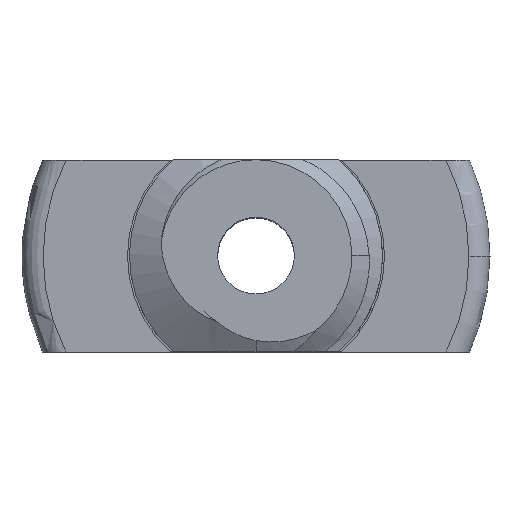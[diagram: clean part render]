
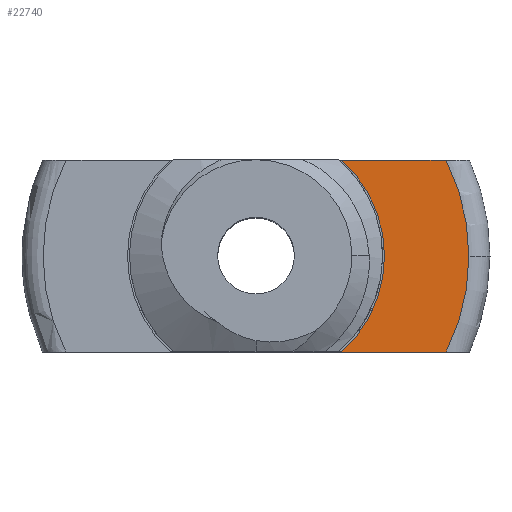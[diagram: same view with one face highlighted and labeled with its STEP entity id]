
A CAD part, top view. The second image highlights one B-rep face of the part: STEP entity #22740.
In plain terms, the highlighted planar face has unit normal (0, 0, 1).
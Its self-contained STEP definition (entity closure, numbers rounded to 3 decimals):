
#5635 = PLANE('',#5636);
#5636 = AXIS2_PLACEMENT_3D('',#5637,#5638,#5639);
#5637 = CARTESIAN_POINT('',(-12.5,-2.5,200.));
#5638 = DIRECTION('',(0.,1.,0.));
#5639 = DIRECTION('',(-1.,0.,0.));
#6424 = PLANE('',#6425);
#6425 = AXIS2_PLACEMENT_3D('',#6426,#6427,#6428);
#6426 = CARTESIAN_POINT('',(-12.5,2.5,200.));
#6427 = DIRECTION('',(0.,-1.,0.));
#6428 = DIRECTION('',(1.,0.,0.));
#8690 = VERTEX_POINT('',#8691);
#8691 = CARTESIAN_POINT('',(4.955,-2.5,0.));
#8743 = TOROIDAL_SURFACE('',#8744,5.55,0.55);
#8744 = AXIS2_PLACEMENT_3D('',#8745,#8746,#8747);
#8745 = CARTESIAN_POINT('',(0.,0.,-0.55)
  );
#8746 = DIRECTION('',(0.,0.,1.));
#8747 = DIRECTION('',(1.,0.,0.));
#8774 = EDGE_CURVE('',#8775,#8690,#8777,.T.);
#8775 = VERTEX_POINT('',#8776);
#8776 = CARTESIAN_POINT('',(2.23,-2.5,0.));
#8777 = SURFACE_CURVE('',#8778,(#8782,#8789),.PCURVE_S1.);
#8778 = LINE('',#8779,#8780);
#8779 = CARTESIAN_POINT('',(-6.25,-2.5,0.));
#8780 = VECTOR('',#8781,1.);
#8781 = DIRECTION('',(1.,0.,0.));
#8782 = PCURVE('',#5635,#8783);
#8783 = DEFINITIONAL_REPRESENTATION('',(#8784),#8788);
#8784 = LINE('',#8785,#8786);
#8785 = CARTESIAN_POINT('',(-6.25,-200.));
#8786 = VECTOR('',#8787,1.);
#8787 = DIRECTION('',(-1.,0.));
#8788 = ( GEOMETRIC_REPRESENTATION_CONTEXT(2) 
PARAMETRIC_REPRESENTATION_CONTEXT() REPRESENTATION_CONTEXT('2D SPACE',''
  ) );
#8789 = PCURVE('',#8790,#8795);
#8790 = PLANE('',#8791);
#8791 = AXIS2_PLACEMENT_3D('',#8792,#8793,#8794);
#8792 = CARTESIAN_POINT('',(0.,0.,
    0.));
#8793 = DIRECTION('',(0.,0.,-1.));
#8794 = DIRECTION('',(1.,0.,0.));
#8795 = DEFINITIONAL_REPRESENTATION('',(#8796),#8800);
#8796 = LINE('',#8797,#8798);
#8797 = CARTESIAN_POINT('',(-6.25,2.5));
#8798 = VECTOR('',#8799,1.);
#8799 = DIRECTION('',(1.,0.));
#8800 = ( GEOMETRIC_REPRESENTATION_CONTEXT(2) 
PARAMETRIC_REPRESENTATION_CONTEXT() REPRESENTATION_CONTEXT('2D SPACE',''
  ) );
#8818 = CYLINDRICAL_SURFACE('',#8819,3.35);
#8819 = AXIS2_PLACEMENT_3D('',#8820,#8821,#8822);
#8820 = CARTESIAN_POINT('',(0.,0.,
    1.725));
#8821 = DIRECTION('',(0.,0.,-1.));
#8822 = DIRECTION('',(1.,0.,0.));
#20204 = TOROIDAL_SURFACE('',#20205,5.55,0.55);
#20205 = AXIS2_PLACEMENT_3D('',#20206,#20207,#20208);
#20206 = CARTESIAN_POINT('',(0.,0.,-0.55
    ));
#20207 = DIRECTION('',(0.,0.,1.));
#20208 = DIRECTION('',(1.,0.,0.));
#21745 = VERTEX_POINT('',#21746);
#21746 = CARTESIAN_POINT('',(4.955,2.5,0.));
#21824 = EDGE_CURVE('',#21825,#21745,#21827,.T.);
#21825 = VERTEX_POINT('',#21826);
#21826 = CARTESIAN_POINT('',(2.23,2.5,0.));
#21827 = SURFACE_CURVE('',#21828,(#21832,#21839),.PCURVE_S1.);
#21828 = LINE('',#21829,#21830);
#21829 = CARTESIAN_POINT('',(-6.25,2.5,0.));
#21830 = VECTOR('',#21831,1.);
#21831 = DIRECTION('',(1.,0.,0.));
#21832 = PCURVE('',#6424,#21833);
#21833 = DEFINITIONAL_REPRESENTATION('',(#21834),#21838);
#21834 = LINE('',#21835,#21836);
#21835 = CARTESIAN_POINT('',(6.25,-200.));
#21836 = VECTOR('',#21837,1.);
#21837 = DIRECTION('',(1.,0.));
#21838 = ( GEOMETRIC_REPRESENTATION_CONTEXT(2) 
PARAMETRIC_REPRESENTATION_CONTEXT() REPRESENTATION_CONTEXT('2D SPACE',''
  ) );
#21839 = PCURVE('',#8790,#21840);
#21840 = DEFINITIONAL_REPRESENTATION('',(#21841),#21845);
#21841 = LINE('',#21842,#21843);
#21842 = CARTESIAN_POINT('',(-6.25,-2.5));
#21843 = VECTOR('',#21844,1.);
#21844 = DIRECTION('',(1.,0.));
#21845 = ( GEOMETRIC_REPRESENTATION_CONTEXT(2) 
PARAMETRIC_REPRESENTATION_CONTEXT() REPRESENTATION_CONTEXT('2D SPACE',''
  ) );
#21861 = CYLINDRICAL_SURFACE('',#21862,3.35);
#21862 = AXIS2_PLACEMENT_3D('',#21863,#21864,#21865);
#21863 = CARTESIAN_POINT('',(0.,0.,
    1.725));
#21864 = DIRECTION('',(0.,0.,-1.));
#21865 = DIRECTION('',(1.,0.,0.));
#22667 = VERTEX_POINT('',#22668);
#22668 = CARTESIAN_POINT('',(3.35,0.,0.
    ));
#22691 = EDGE_CURVE('',#22667,#8775,#22692,.T.);
#22692 = SURFACE_CURVE('',#22693,(#22698,#22705),.PCURVE_S1.);
#22693 = CIRCLE('',#22694,3.35);
#22694 = AXIS2_PLACEMENT_3D('',#22695,#22696,#22697);
#22695 = CARTESIAN_POINT('',(0.,0.,
    0.));
#22696 = DIRECTION('',(0.,0.,-1.));
#22697 = DIRECTION('',(1.,0.,0.));
#22698 = PCURVE('',#8818,#22699);
#22699 = DEFINITIONAL_REPRESENTATION('',(#22700),#22704);
#22700 = LINE('',#22701,#22702);
#22701 = CARTESIAN_POINT('',(0.,1.725));
#22702 = VECTOR('',#22703,1.);
#22703 = DIRECTION('',(1.,0.));
#22704 = ( GEOMETRIC_REPRESENTATION_CONTEXT(2) 
PARAMETRIC_REPRESENTATION_CONTEXT() REPRESENTATION_CONTEXT('2D SPACE',''
  ) );
#22705 = PCURVE('',#8790,#22706);
#22706 = DEFINITIONAL_REPRESENTATION('',(#22707),#22711);
#22707 = CIRCLE('',#22708,3.35);
#22708 = AXIS2_PLACEMENT_2D('',#22709,#22710);
#22709 = CARTESIAN_POINT('',(0.,0.));
#22710 = DIRECTION('',(1.,0.));
#22711 = ( GEOMETRIC_REPRESENTATION_CONTEXT(2) 
PARAMETRIC_REPRESENTATION_CONTEXT() REPRESENTATION_CONTEXT('2D SPACE',''
  ) );
#22740 = ADVANCED_FACE('',(#22741),#8790,.F.);
#22741 = FACE_BOUND('',#22742,.T.);
#22742 = EDGE_LOOP('',(#22743,#22744,#22766,#22767,#22768,#22792));
#22743 = ORIENTED_EDGE('',*,*,#21824,.F.);
#22744 = ORIENTED_EDGE('',*,*,#22745,.T.);
#22745 = EDGE_CURVE('',#21825,#22667,#22746,.T.);
#22746 = SURFACE_CURVE('',#22747,(#22752,#22759),.PCURVE_S1.);
#22747 = CIRCLE('',#22748,3.35);
#22748 = AXIS2_PLACEMENT_3D('',#22749,#22750,#22751);
#22749 = CARTESIAN_POINT('',(0.,0.,
    0.));
#22750 = DIRECTION('',(0.,0.,-1.));
#22751 = DIRECTION('',(1.,0.,0.));
#22752 = PCURVE('',#8790,#22753);
#22753 = DEFINITIONAL_REPRESENTATION('',(#22754),#22758);
#22754 = CIRCLE('',#22755,3.35);
#22755 = AXIS2_PLACEMENT_2D('',#22756,#22757);
#22756 = CARTESIAN_POINT('',(0.,0.));
#22757 = DIRECTION('',(1.,0.));
#22758 = ( GEOMETRIC_REPRESENTATION_CONTEXT(2) 
PARAMETRIC_REPRESENTATION_CONTEXT() REPRESENTATION_CONTEXT('2D SPACE',''
  ) );
#22759 = PCURVE('',#21861,#22760);
#22760 = DEFINITIONAL_REPRESENTATION('',(#22761),#22765);
#22761 = LINE('',#22762,#22763);
#22762 = CARTESIAN_POINT('',(0.,1.725));
#22763 = VECTOR('',#22764,1.);
#22764 = DIRECTION('',(1.,0.));
#22765 = ( GEOMETRIC_REPRESENTATION_CONTEXT(2) 
PARAMETRIC_REPRESENTATION_CONTEXT() REPRESENTATION_CONTEXT('2D SPACE',''
  ) );
#22766 = ORIENTED_EDGE('',*,*,#22691,.T.);
#22767 = ORIENTED_EDGE('',*,*,#8774,.T.);
#22768 = ORIENTED_EDGE('',*,*,#22769,.F.);
#22769 = EDGE_CURVE('',#22770,#8690,#22772,.T.);
#22770 = VERTEX_POINT('',#22771);
#22771 = CARTESIAN_POINT('',(5.55,0.,0.
    ));
#22772 = SURFACE_CURVE('',#22773,(#22778,#22785),.PCURVE_S1.);
#22773 = CIRCLE('',#22774,5.55);
#22774 = AXIS2_PLACEMENT_3D('',#22775,#22776,#22777);
#22775 = CARTESIAN_POINT('',(0.,0.,
    0.));
#22776 = DIRECTION('',(0.,0.,-1.));
#22777 = DIRECTION('',(1.,0.,0.));
#22778 = PCURVE('',#8790,#22779);
#22779 = DEFINITIONAL_REPRESENTATION('',(#22780),#22784);
#22780 = CIRCLE('',#22781,5.55);
#22781 = AXIS2_PLACEMENT_2D('',#22782,#22783);
#22782 = CARTESIAN_POINT('',(0.,0.));
#22783 = DIRECTION('',(1.,0.));
#22784 = ( GEOMETRIC_REPRESENTATION_CONTEXT(2) 
PARAMETRIC_REPRESENTATION_CONTEXT() REPRESENTATION_CONTEXT('2D SPACE',''
  ) );
#22785 = PCURVE('',#8743,#22786);
#22786 = DEFINITIONAL_REPRESENTATION('',(#22787),#22791);
#22787 = LINE('',#22788,#22789);
#22788 = CARTESIAN_POINT('',(-0.,7.854));
#22789 = VECTOR('',#22790,1.);
#22790 = DIRECTION('',(-1.,0.));
#22791 = ( GEOMETRIC_REPRESENTATION_CONTEXT(2) 
PARAMETRIC_REPRESENTATION_CONTEXT() REPRESENTATION_CONTEXT('2D SPACE',''
  ) );
#22792 = ORIENTED_EDGE('',*,*,#22793,.F.);
#22793 = EDGE_CURVE('',#21745,#22770,#22794,.T.);
#22794 = SURFACE_CURVE('',#22795,(#22800,#22807),.PCURVE_S1.);
#22795 = CIRCLE('',#22796,5.55);
#22796 = AXIS2_PLACEMENT_3D('',#22797,#22798,#22799);
#22797 = CARTESIAN_POINT('',(0.,0.,
    0.));
#22798 = DIRECTION('',(0.,0.,-1.));
#22799 = DIRECTION('',(1.,0.,0.));
#22800 = PCURVE('',#8790,#22801);
#22801 = DEFINITIONAL_REPRESENTATION('',(#22802),#22806);
#22802 = CIRCLE('',#22803,5.55);
#22803 = AXIS2_PLACEMENT_2D('',#22804,#22805);
#22804 = CARTESIAN_POINT('',(0.,0.));
#22805 = DIRECTION('',(1.,0.));
#22806 = ( GEOMETRIC_REPRESENTATION_CONTEXT(2) 
PARAMETRIC_REPRESENTATION_CONTEXT() REPRESENTATION_CONTEXT('2D SPACE',''
  ) );
#22807 = PCURVE('',#20204,#22808);
#22808 = DEFINITIONAL_REPRESENTATION('',(#22809),#22813);
#22809 = LINE('',#22810,#22811);
#22810 = CARTESIAN_POINT('',(-0.,7.854));
#22811 = VECTOR('',#22812,1.);
#22812 = DIRECTION('',(-1.,0.));
#22813 = ( GEOMETRIC_REPRESENTATION_CONTEXT(2) 
PARAMETRIC_REPRESENTATION_CONTEXT() REPRESENTATION_CONTEXT('2D SPACE',''
  ) );
